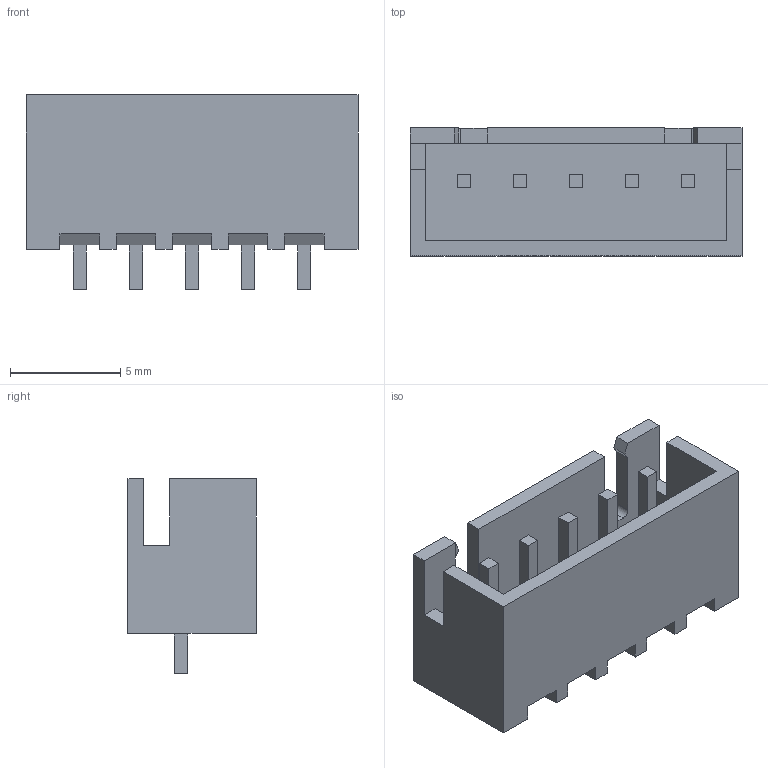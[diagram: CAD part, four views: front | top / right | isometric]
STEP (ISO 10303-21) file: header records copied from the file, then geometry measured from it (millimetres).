
FILE_DESCRIPTION (( 'STEP AP214' ), '1' );
FILE_NAME ('7966D4CC-59C3-4843-985B-B5E8848DE738.STEP', '2025-04-27T01:02:13', ( '' ), ( '' ), 'SwSTEP 2.0', 'SolidWorks 2022', '' );
FILE_SCHEMA (( 'AUTOMOTIVE_DESIGN' ));
Length unit declared in the file: millimetre
Products named in the file (1): 7966D4CC-59C3-4843-985B-B5E8848DE738
Bounding box: 15.04 x 5.8 x 8.8 mm (x, y, z)
Volume: 289.5 mm3; surface area: 717.5 mm2
Topology: 2 solids, 2 shells, 113 faces, 297 edges, 198 vertices
Faces by surface type: plane 111, cylinder 2
Entity records: 4008 total; most frequent: CARTESIAN_POINT 609, ORIENTED_EDGE 594, DIRECTION 529, EDGE_CURVE 297, VECTOR 293, LINE 293, VERTEX_POINT 198, EDGE_LOOP 123
